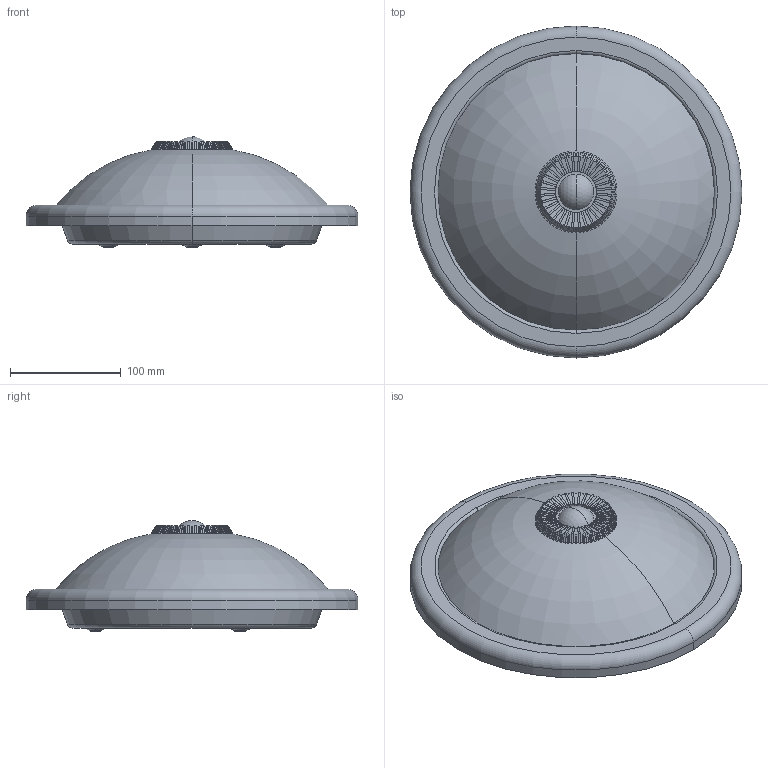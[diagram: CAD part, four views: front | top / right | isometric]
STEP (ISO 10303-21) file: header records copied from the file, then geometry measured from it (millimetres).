
FILE_DESCRIPTION (( 'STEP AP214' ), '1' );
FILE_NAME ('LNPO0-3233D-2-025-K01 Ñâåòèëüíèê ÍÏÎ3233Ä áåëûé 2õ25 ñ äàò÷èêîì äâèæåíèÿ ÈÝÊ.STEP', '2017-06-28T07:38:28', ( '' ), ( '' ), 'SwSTEP 2.0', 'SolidWorks 2014', '' );
FILE_SCHEMA (( 'AUTOMOTIVE_DESIGN' ));
Length unit declared in the file: millimetre
Products named in the file (1): LNPO0-3233D-2-025-K01 Ñâåòèëüíèê ÍÏÎ3233Ä áåëûé 2õ25 ñ äàò÷èêîì äâèæåíèÿ ÈÝÊ
Bounding box: 300 x 300 x 100 mm (x, y, z)
Volume: 3027105.3 mm3; surface area: 198294.5 mm2
Topology: 1 solids, 1 shells, 422 faces, 1205 edges, 797 vertices
Faces by surface type: cone 235, plane 141, torus 32, cylinder 12, sphere 2
Entity records: 15569 total; most frequent: CARTESIAN_POINT 5165, ORIENTED_EDGE 2410, DIRECTION 1985, EDGE_CURVE 1205, AXIS2_PLACEMENT_3D 933, VERTEX_POINT 797, B_SPLINE_CURVE_WITH_KNOTS 576, CIRCLE 510
